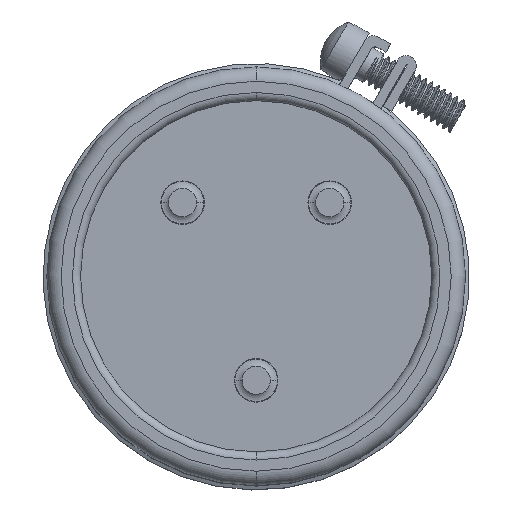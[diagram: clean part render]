
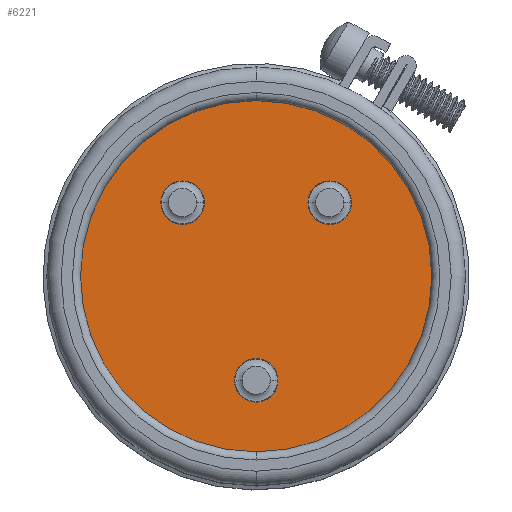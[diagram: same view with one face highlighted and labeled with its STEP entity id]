
A CAD part, top view. The second image highlights one B-rep face of the part: STEP entity #6221.
In plain terms, the highlighted planar face has unit normal (0, 0, 1).
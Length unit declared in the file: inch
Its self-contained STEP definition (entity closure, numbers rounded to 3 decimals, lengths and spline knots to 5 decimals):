
#1015=CARTESIAN_POINT('',(0.,0.,-0.04701));
#1016=DIRECTION('',(0.,0.,-1.));
#1017=DIRECTION('',(0.,1.,0.));
#1018=AXIS2_PLACEMENT_3D('',#1015,#1016,#1017);
#1020=CARTESIAN_POINT('',(0.,0.,-0.04701));
#1021=DIRECTION('',(0.,0.,-1.));
#1022=DIRECTION('',(0.,-1.,0.));
#1023=AXIS2_PLACEMENT_3D('',#1020,#1021,#1022);
#1025=CARTESIAN_POINT('',(-0.1538,0.1538,
-0.04701));
#1026=DIRECTION('',(0.,0.,1.));
#1027=DIRECTION('',(-1.,0.,0.));
#1028=AXIS2_PLACEMENT_3D('',#1025,#1026,#1027);
#1030=CARTESIAN_POINT('',(-0.1538,0.1538,
-0.04701));
#1031=DIRECTION('',(0.,0.,1.));
#1032=DIRECTION('',(1.,0.,0.));
#1033=AXIS2_PLACEMENT_3D('',#1030,#1031,#1032);
#1035=CARTESIAN_POINT('',(0.,-0.2175,-0.04701));
#1036=DIRECTION('',(0.,0.,1.));
#1037=DIRECTION('',(-1.,0.,0.));
#1038=AXIS2_PLACEMENT_3D('',#1035,#1036,#1037);
#1040=CARTESIAN_POINT('',(0.,-0.2175,-0.04701));
#1041=DIRECTION('',(0.,0.,1.));
#1042=DIRECTION('',(1.,0.,0.));
#1043=AXIS2_PLACEMENT_3D('',#1040,#1041,#1042);
#1045=CARTESIAN_POINT('',(0.1538,0.1538,
-0.04701));
#1046=DIRECTION('',(0.,0.,1.));
#1047=DIRECTION('',(-1.,0.,0.));
#1048=AXIS2_PLACEMENT_3D('',#1045,#1046,#1047);
#1050=CARTESIAN_POINT('',(0.1538,0.1538,
-0.04701));
#1051=DIRECTION('',(0.,0.,1.));
#1052=DIRECTION('',(1.,0.,0.));
#1053=AXIS2_PLACEMENT_3D('',#1050,#1051,#1052);
#4195=CARTESIAN_POINT('',(0.,-0.367,-0.04701));
#4196=CARTESIAN_POINT('',(0.,0.367,-0.04701));
#4197=VERTEX_POINT('',#4195);
#4198=VERTEX_POINT('',#4196);
#4199=CARTESIAN_POINT('',(-0.1993,0.1538,
-0.04701));
#4200=CARTESIAN_POINT('',(-0.1083,0.1538,
-0.04701));
#4201=VERTEX_POINT('',#4199);
#4202=VERTEX_POINT('',#4200);
#4203=CARTESIAN_POINT('',(-0.0455,-0.2175,-0.04701));
#4204=CARTESIAN_POINT('',(0.0455,-0.2175,-0.04701));
#4205=VERTEX_POINT('',#4203);
#4206=VERTEX_POINT('',#4204);
#4207=CARTESIAN_POINT('',(0.1083,0.1538,
-0.04701));
#4208=CARTESIAN_POINT('',(0.1993,0.1538,
-0.04701));
#4209=VERTEX_POINT('',#4207);
#4210=VERTEX_POINT('',#4208);
#6193=CARTESIAN_POINT('',(0.,0.,-0.04701));
#6194=DIRECTION('',(0.,0.,1.));
#6195=DIRECTION('',(-1.,0.,0.));
#6196=AXIS2_PLACEMENT_3D('',#6193,#6194,#6195);
#6197=PLANE('',#6196);
#6199=ORIENTED_EDGE('',*,*,#6198,.T.);
#6200=ORIENTED_EDGE('',*,*,#6183,.T.);
#6201=EDGE_LOOP('',(#6199,#6200));
#6202=FACE_OUTER_BOUND('',#6201,.F.);
#6204=ORIENTED_EDGE('',*,*,#6203,.T.);
#6206=ORIENTED_EDGE('',*,*,#6205,.T.);
#6207=EDGE_LOOP('',(#6204,#6206));
#6208=FACE_BOUND('',#6207,.F.);
#6210=ORIENTED_EDGE('',*,*,#6209,.T.);
#6212=ORIENTED_EDGE('',*,*,#6211,.T.);
#6213=EDGE_LOOP('',(#6210,#6212));
#6214=FACE_BOUND('',#6213,.F.);
#6216=ORIENTED_EDGE('',*,*,#6215,.T.);
#6218=ORIENTED_EDGE('',*,*,#6217,.T.);
#6219=EDGE_LOOP('',(#6216,#6218));
#6220=FACE_BOUND('',#6219,.F.);
#6221=ADVANCED_FACE('',(#6202,#6208,#6214,#6220),#6197,.T.);
#1019=CIRCLE('',#1018,0.367);
#1024=CIRCLE('',#1023,0.367);
#1029=CIRCLE('',#1028,0.0455);
#1034=CIRCLE('',#1033,0.0455);
#1039=CIRCLE('',#1038,0.0455);
#1044=CIRCLE('',#1043,0.0455);
#1049=CIRCLE('',#1048,0.0455);
#1054=CIRCLE('',#1053,0.0455);
#6183=EDGE_CURVE('',#4197,#4198,#1024,.T.);
#6198=EDGE_CURVE('',#4198,#4197,#1019,.T.);
#6203=EDGE_CURVE('',#4201,#4202,#1029,.T.);
#6205=EDGE_CURVE('',#4202,#4201,#1034,.T.);
#6209=EDGE_CURVE('',#4205,#4206,#1039,.T.);
#6211=EDGE_CURVE('',#4206,#4205,#1044,.T.);
#6215=EDGE_CURVE('',#4209,#4210,#1049,.T.);
#6217=EDGE_CURVE('',#4210,#4209,#1054,.T.);
